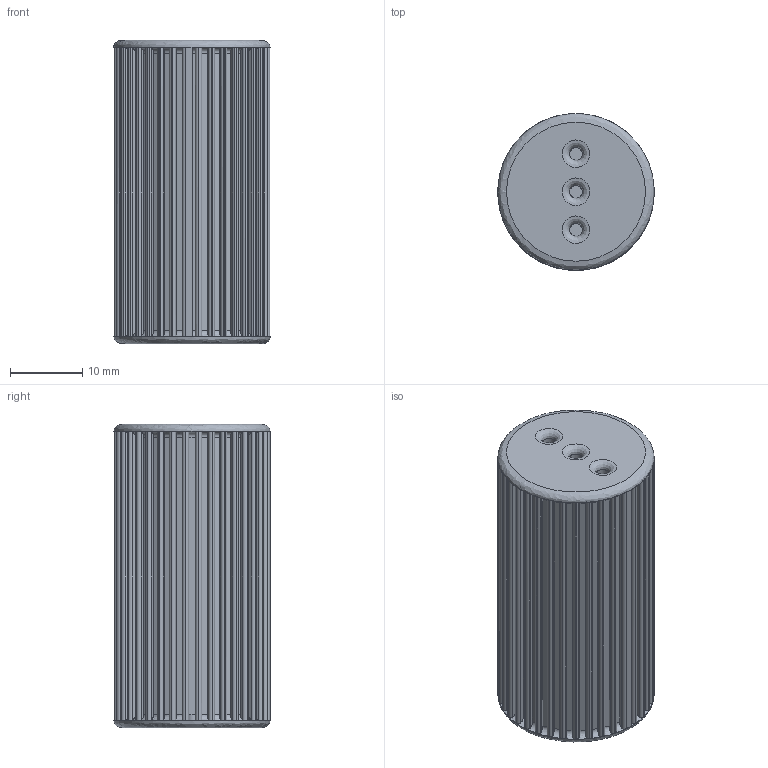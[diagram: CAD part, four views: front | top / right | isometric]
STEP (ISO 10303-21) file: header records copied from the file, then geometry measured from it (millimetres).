
FILE_DESCRIPTION(('HOOPS Exchange Step'),'2;1');
FILE_NAME('temp_export','2024-01-19T14:19:31-05:00',('jscotto'),('Shapr3D Limited'),'HOOPS Exchange 2023.2','Shapr3D','Authorized');
FILE_SCHEMA( ('AUTOMOTIVE_DESIGN { 1 0 10303 214 1 1 1 1 }') );
Length unit declared in the file: millimetre
Products named in the file (2): B; Bottom
Assembly tree (1 placements, depth 2):
  Bottom
    B
Bounding box: 21.6 x 21.6 x 42 mm (x, y, z)
Volume: 13647.3 mm3; surface area: 7872.3 mm2
Topology: 3 solids, 3 shells, 322 faces, 877 edges, 562 vertices
Faces by surface type: cylinder 128, plane 115, extrusion 72, bspline 7
Full cylindrical faces by diameter (mm): 1.8 x1
Entity records: 17961 total; most frequent: CARTESIAN_POINT 10935, ORIENTED_EDGE 1754, DIRECTION 1028, EDGE_CURVE 877, VERTEX_POINT 562, VECTOR 380, B_SPLINE_CURVE_WITH_KNOTS 344, EDGE_LOOP 335
